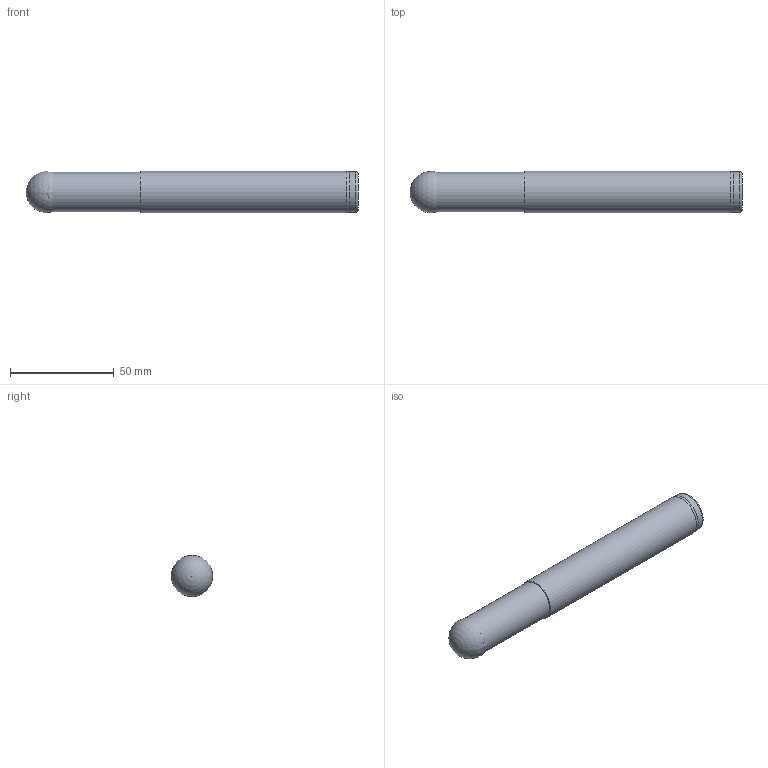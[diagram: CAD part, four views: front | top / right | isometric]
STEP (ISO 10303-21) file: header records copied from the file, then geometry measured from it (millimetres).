
FILE_DESCRIPTION(/* description */ (''),/* implementation_level */ '2;1');
FILE_NAME(/* name */ 'APMR-RO20-D20-C20-L160.stp',/* time_stamp */ '2023-10-02T10:19:40+03:00',/* author */ (''),/* organization */ (''),/* preprocessor_version */ 'ST-DEVELOPER v19.4',/* originating_system */ 'SIEMENS PLM Software NX2306.5001',/* authorisation */ '');
FILE_SCHEMA (('AUTOMOTIVE_DESIGN { 1 0 10303 214 3 1 1 1 }'));
Length unit declared in the file: millimetre
Products named in the file (1): APMR-RO20-D20-C20-L160-LIGHT_x_t_objects
Bounding box: 160 x 20 x 20 mm (x, y, z)
Volume: 51481.9 mm3; surface area: 11386.5 mm2
Topology: 2 solids, 2 shells, 9 faces, 18 edges, 11 vertices
Faces by surface type: cylinder 3, sphere 2, plane 2, torus 1, cone 1
Full cylindrical faces by diameter (mm): 18.9 x1, 19.5 x1, 20 x1
Entity records: 206 total; most frequent: DIRECTION 34, CARTESIAN_POINT 25, AXIS2_PLACEMENT_3D 17, EDGE_LOOP 14, ORIENTED_EDGE 14, FACE_BOUND 13, ADVANCED_FACE 9, VERTEX_POINT 8
